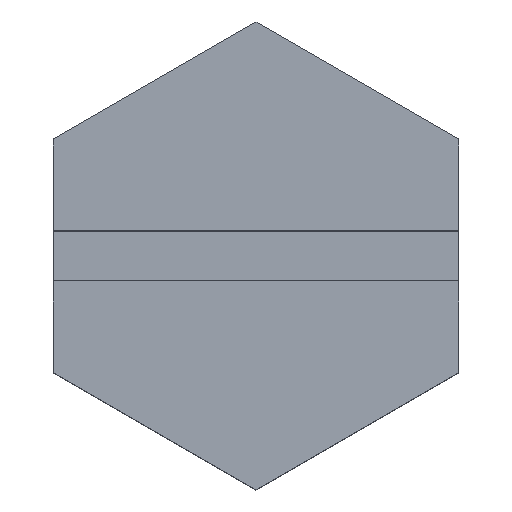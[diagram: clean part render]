
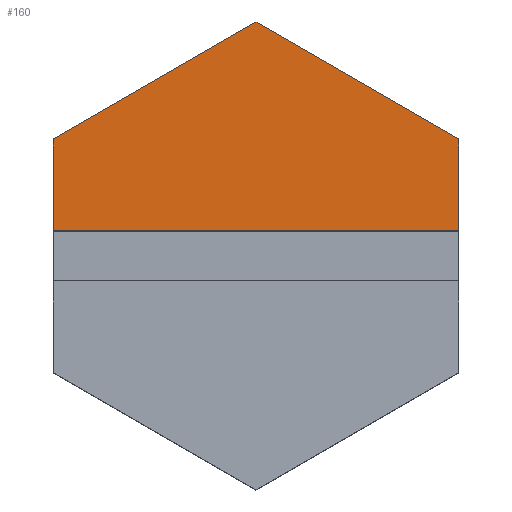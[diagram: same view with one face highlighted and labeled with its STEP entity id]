
A CAD part, top view. The second image highlights one B-rep face of the part: STEP entity #160.
In plain terms, the highlighted planar face has unit normal (0, 0, 1).
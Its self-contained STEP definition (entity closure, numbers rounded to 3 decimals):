
#3 = ORIENTED_EDGE ( 'NONE', *, *, #134, .T. ) ;
#134 = EDGE_CURVE ( 'NONE', #164, #135, #379, .T. ) ;
#135 = VERTEX_POINT ( 'NONE', #425 ) ;
#136 = ORIENTED_EDGE ( 'NONE', *, *, #137, .T. ) ;
#137 = EDGE_CURVE ( 'NONE', #135, #138, #424, .T. ) ;
#138 = VERTEX_POINT ( 'NONE', #420 ) ;
#139 = ORIENTED_EDGE ( 'NONE', *, *, #140, .T. ) ;
#140 = EDGE_CURVE ( 'NONE', #138, #141, #419, .T. ) ;
#141 = VERTEX_POINT ( 'NONE', #415 ) ;
#142 = ORIENTED_EDGE ( 'NONE', *, *, #143, .T. ) ;
#143 = EDGE_CURVE ( 'NONE', #141, #165, #414, .T. ) ;
#160 = ADVANCED_FACE ( 'NONE', ( #367 ), #366, .T. ) ;
#161 = EDGE_LOOP ( 'NONE', ( #162, #3, #136, #139, #142 ) ) ;
#162 = ORIENTED_EDGE ( 'NONE', *, *, #163, .F. ) ;
#163 = EDGE_CURVE ( 'NONE', #164, #165, #399, .T. ) ;
#164 = VERTEX_POINT ( 'NONE', #395 ) ;
#165 = VERTEX_POINT ( 'NONE', #394 ) ;
#366 = PLANE ( 'NONE',  #403 ) ;
#367 = FACE_OUTER_BOUND ( 'NONE', #161, .T. ) ;
#379 = LINE ( 'NONE', #428, #427 ) ;
#394 = CARTESIAN_POINT ( 'NONE',  ( -6.5, 0.8, 5.5 ) ) ;
#395 = CARTESIAN_POINT ( 'NONE',  ( 6.5, 0.8, 5.5 ) ) ;
#396 = DIRECTION ( 'NONE',  ( -1., 0., 0. ) ) ;
#397 = VECTOR ( 'NONE', #396, 1000. ) ;
#398 = CARTESIAN_POINT ( 'NONE',  ( -6.5, 0.8, 5.5 ) ) ;
#399 = LINE ( 'NONE', #398, #397 ) ;
#400 = DIRECTION ( 'NONE',  ( 1., 0., 0. ) ) ;
#401 = DIRECTION ( 'NONE',  ( 0., 0., 1. ) ) ;
#402 = CARTESIAN_POINT ( 'NONE',  ( -6.5, 11.258, 5.5 ) ) ;
#403 = AXIS2_PLACEMENT_3D ( 'NONE', #402, #401, #400 ) ;
#411 = DIRECTION ( 'NONE',  ( 0., -1., 0. ) ) ;
#412 = VECTOR ( 'NONE', #411, 1000. ) ;
#413 = CARTESIAN_POINT ( 'NONE',  ( -6.5, 3.753, 5.5 ) ) ;
#414 = LINE ( 'NONE', #413, #412 ) ;
#415 = CARTESIAN_POINT ( 'NONE',  ( -6.5, 3.753, 5.5 ) ) ;
#416 = DIRECTION ( 'NONE',  ( -0.866, -0.5, 0. ) ) ;
#417 = VECTOR ( 'NONE', #416, 1000. ) ;
#418 = CARTESIAN_POINT ( 'NONE',  ( 0., 7.506, 5.5 ) ) ;
#419 = LINE ( 'NONE', #418, #417 ) ;
#420 = CARTESIAN_POINT ( 'NONE',  ( 0., 7.506, 5.5 ) ) ;
#421 = DIRECTION ( 'NONE',  ( -0.866, 0.5, 0. ) ) ;
#422 = VECTOR ( 'NONE', #421, 1000. ) ;
#423 = CARTESIAN_POINT ( 'NONE',  ( 6.5, 3.753, 5.5 ) ) ;
#424 = LINE ( 'NONE', #423, #422 ) ;
#425 = CARTESIAN_POINT ( 'NONE',  ( 6.5, 3.753, 5.5 ) ) ;
#426 = DIRECTION ( 'NONE',  ( 0., 1., 0. ) ) ;
#427 = VECTOR ( 'NONE', #426, 1000. ) ;
#428 = CARTESIAN_POINT ( 'NONE',  ( 6.5, -3.753, 5.5 ) ) ;
